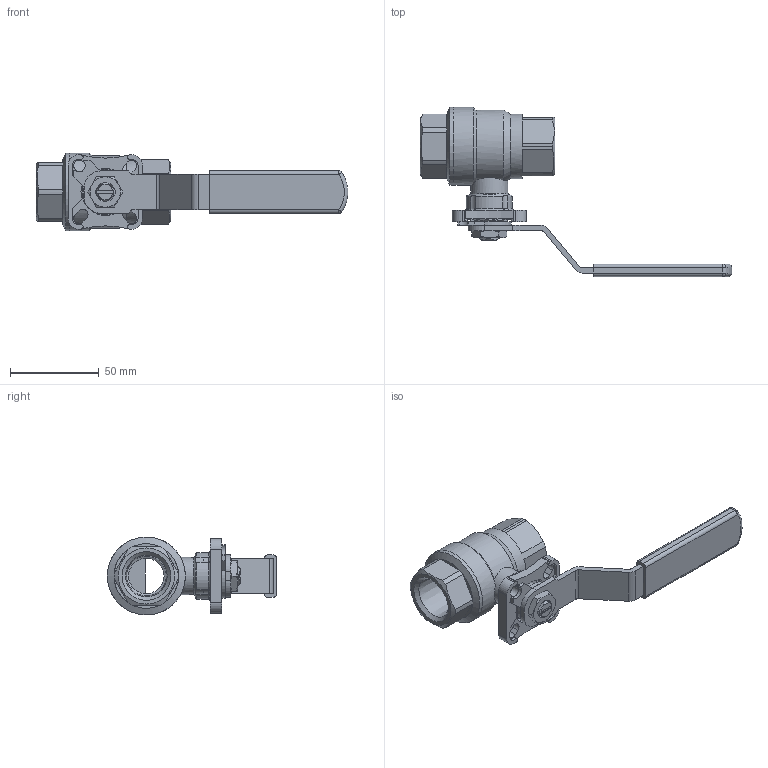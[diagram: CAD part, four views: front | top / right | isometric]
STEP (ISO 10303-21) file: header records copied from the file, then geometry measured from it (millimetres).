
FILE_DESCRIPTION(('STEP AP214'),'1');
FILE_NAME('3-4.stp','2023-12-06T03:27:43',(' '),(' '),'Spatial InterOp 3D',' ',' ');
FILE_SCHEMA(('AUTOMOTIVE_DESIGN { 1 0 10303 214 1 1 1 1 }'));
Length unit declared in the file: millimetre
Products named in the file (16): 2PC_____3-4; 阀体; 阀盖; 阀杆; 小片; 填料; 压环; 碟簧; 非标螺母; 防松垫片; lock plate; 手柄; 手柄套; 大片
Assembly tree (15 placements, depth 2):
  2PC_____3-4
    阀体
    阀盖
    阀杆
    小片
    填料
    压环
    碟簧
    碟簧
    非标螺母
    防松垫片
    lock plate
    非标螺母
    手柄
    手柄套
    大片
Bounding box: 175.93 x 95.55 x 44 mm (x, y, z)
Volume: 75846.2 mm3; surface area: 52134.6 mm2
Topology: 15 solids, 15 shells, 355 faces, 849 edges, 532 vertices
Faces by surface type: plane 165, cylinder 104, cone 56, torus 25, sphere 5
Full cylindrical faces by diameter (mm): 9.74 x1, 11.3 x1, 11.33 x1, 12.7 x1, 12.8 x2, 14 x4, 14.2 x1, 14.3 x1, 16.5 x1, 17 x1, 17.2 x1, 17.3 x1, 17.5 x2, 20 x2, 21 x1, 23 x2, 24.5 x1, 26.5 x1, 30 x2, 35.5 x1, 36.5 x2, 37 x2, 37.3 x1, 41 x2, 44 x2
Entity records: 13310 total; most frequent: CARTESIAN_POINT 2278, DIRECTION 1694, ORIENTED_EDGE 1494, EDGE_CURVE 747, AXIS2_PLACEMENT_3D 672, VERTEX_POINT 517, EDGE_LOOP 486, FACE_OUTER_BOUND 407
